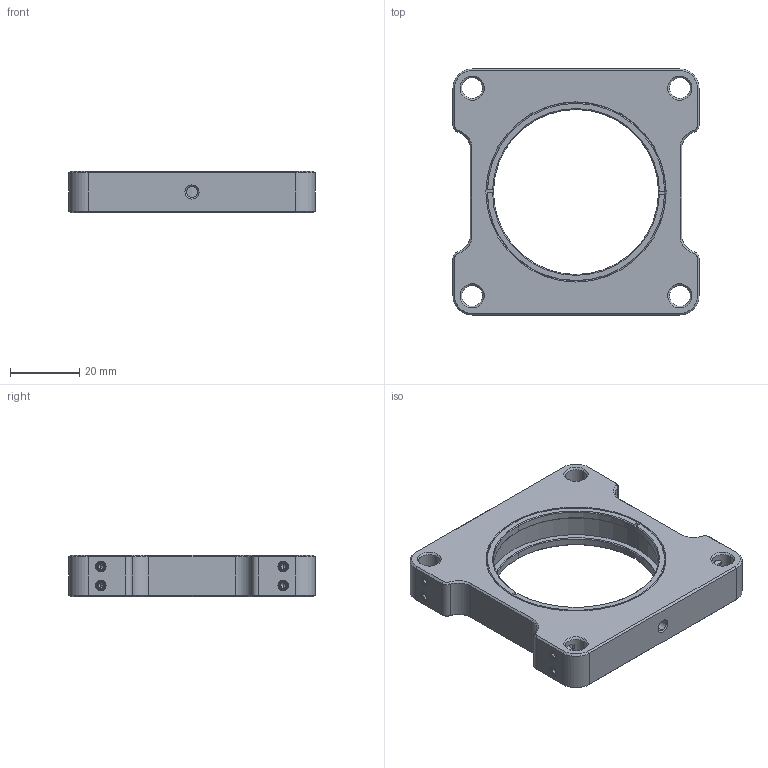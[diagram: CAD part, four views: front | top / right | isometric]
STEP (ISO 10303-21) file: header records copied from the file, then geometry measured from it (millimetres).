
FILE_DESCRIPTION (( 'STEP AP214' ), '1' );
FILE_NAME ('2.3.1.2_L60B-SM2_60mm笼板，用于2.0英寸光学元件，12mm厚，附带两个SM2卡环，M4螺纹.STEP', '2021-07-21T08:17:44', ( 'Microsoft' ), ( 'Microsoft' ), 'SwSTEP 2.0', 'SolidWorks 2018', '' );
FILE_SCHEMA (( 'AUTOMOTIVE_DESIGN' ));
Length unit declared in the file: millimetre
Products named in the file (1): 2.3.1.2_L60B-SM2_60mm笼板，用于2.0英寸光学元件，12mm厚，附带两个SM2卡环，M4螺纹
Bounding box: 71.1 x 71.1 x 12 mm (x, y, z)
Surface area: 13435.4 mm2 (no closed solid volume)
Topology: 0 solids, 11 shells, 294 faces, 694 edges, 396 vertices
Faces by surface type: cone 150, plane 100, cylinder 44
Entity records: 11963 total; most frequent: CARTESIAN_POINT 2073, DIRECTION 1456, ORIENTED_EDGE 1252, EDGE_CURVE 678, AXIS2_PLACEMENT_3D 563, VERTEX_POINT 396, EDGE_LOOP 339, VECTOR 330
